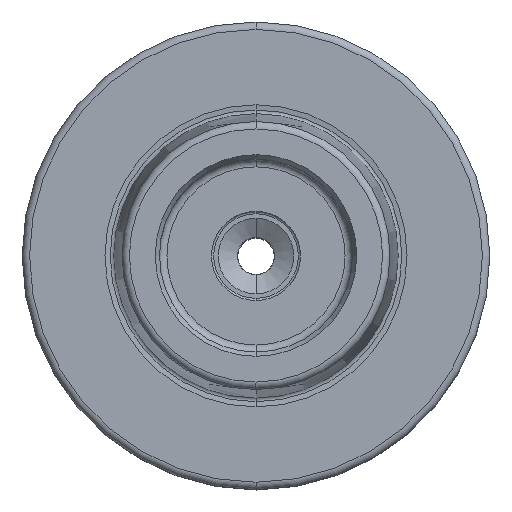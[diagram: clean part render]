
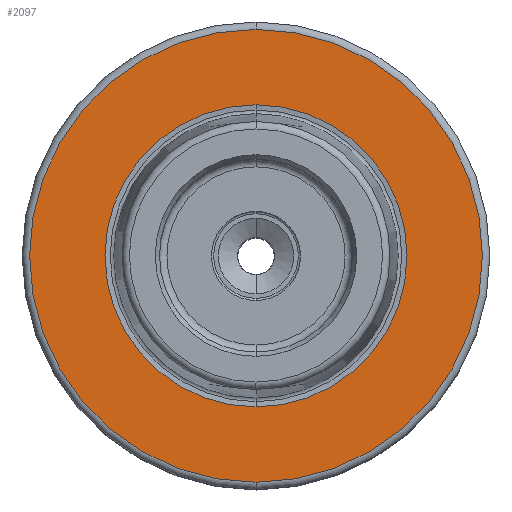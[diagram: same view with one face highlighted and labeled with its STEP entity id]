
A CAD part, top view. The second image highlights one B-rep face of the part: STEP entity #2097.
In plain terms, the highlighted planar face has unit normal (0, 0, 1).
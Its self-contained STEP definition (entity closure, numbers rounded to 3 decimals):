
#501=CARTESIAN_POINT('',(0,0,26));
#502=DIRECTION('',(0,0,1));
#503=DIRECTION('',(0,1,0));
#504=AXIS2_PLACEMENT_3D('',#501,#502,#503);
#506=CARTESIAN_POINT('',(0,0,26));
#507=DIRECTION('',(0,0,1));
#508=DIRECTION('',(0,-1,0));
#509=AXIS2_PLACEMENT_3D('',#506,#507,#508);
#519=CARTESIAN_POINT('',(0,0,26));
#520=DIRECTION('',(0,0,1));
#521=DIRECTION('',(0,1,0));
#522=AXIS2_PLACEMENT_3D('',#519,#520,#521);
#524=CARTESIAN_POINT('',(0,0,26));
#525=DIRECTION('',(0,0,-1));
#526=DIRECTION('',(0,1,0));
#527=AXIS2_PLACEMENT_3D('',#524,#525,#526);
#1057=CARTESIAN_POINT('',(0,20.344,26));
#1059=VERTEX_POINT('',#1057);
#1087=CARTESIAN_POINT('',(0,-20.344,26));
#1089=VERTEX_POINT('',#1087);
#1133=CARTESIAN_POINT('',(0,30.5,26));
#1134=CARTESIAN_POINT('',(0,-30.5,26));
#1135=VERTEX_POINT('',#1133);
#1136=VERTEX_POINT('',#1134);
#2081=CARTESIAN_POINT('',(0,0,26));
#2082=DIRECTION('',(0,0,-1));
#2083=DIRECTION('',(0,-1,0));
#2084=AXIS2_PLACEMENT_3D('',#2081,#2082,#2083);
#2085=PLANE('',#2084);
#2087=ORIENTED_EDGE('',*,*,#2086,.F.);
#2088=ORIENTED_EDGE('',*,*,#2071,.F.);
#2089=EDGE_LOOP('',(#2087,#2088));
#2090=FACE_OUTER_BOUND('',#2089,.F.);
#2092=ORIENTED_EDGE('',*,*,#2091,.T.);
#2094=ORIENTED_EDGE('',*,*,#2093,.F.);
#2095=EDGE_LOOP('',(#2092,#2094));
#2096=FACE_BOUND('',#2095,.F.);
#2097=ADVANCED_FACE('',(#2090,#2096),#2085,.F.);
#505=CIRCLE('',#504,30.5);
#510=CIRCLE('',#509,30.5);
#523=CIRCLE('',#522,20.344);
#528=CIRCLE('',#527,20.344);
#2071=EDGE_CURVE('',#1136,#1135,#510,.T.);
#2086=EDGE_CURVE('',#1135,#1136,#505,.T.);
#2091=EDGE_CURVE('',#1059,#1089,#523,.T.);
#2093=EDGE_CURVE('',#1059,#1089,#528,.T.);
